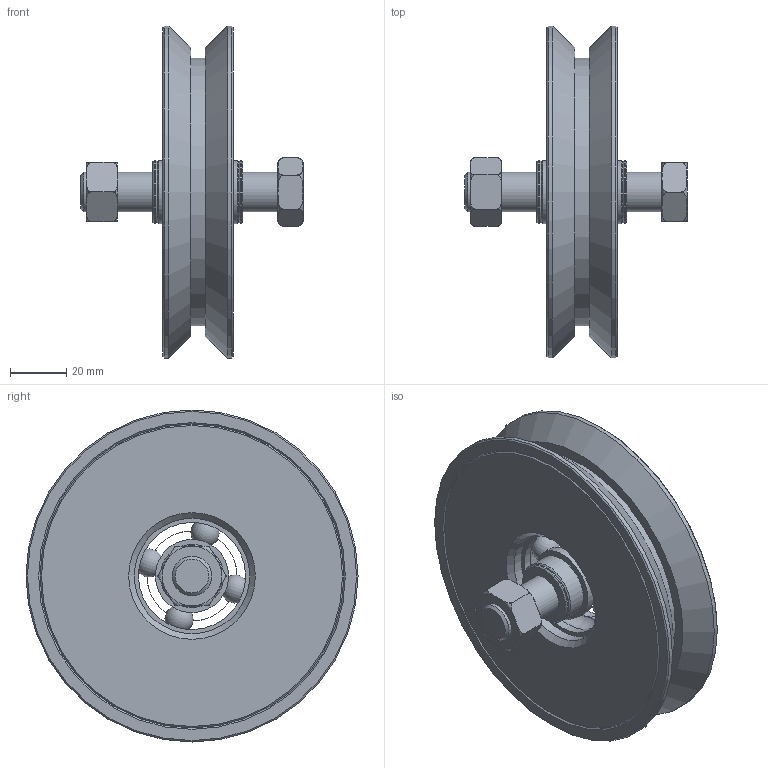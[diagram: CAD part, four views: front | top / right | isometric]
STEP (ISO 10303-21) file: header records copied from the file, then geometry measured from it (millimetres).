
FILE_DESCRIPTION(/* description */ (''),/* implementation_level */ '2;1');
FILE_NAME(/* name */ '20120V20.stp',/* time_stamp */ '2019-08-08T14:03:28+02:00',/* author */ ('DOMINIQUE'),/* organization */ (''),/* preprocessor_version */ 'ST-DEVELOPER v17.2',/* originating_system */ 'Autodesk Inventor 2019',/* authorisation */ '');
FILE_SCHEMA (('AUTOMOTIVE_DESIGN { 1 0 10303 214 3 1 1 }'));
Length unit declared in the file: millimetre
Products named in the file (1): 20120V20
Bounding box: 79 x 118 x 118 mm (x, y, z)
Volume: 223781 mm3; surface area: 54873.9 mm2
Topology: 8 solids, 8 shells, 110 faces, 276 edges, 189 vertices
Faces by surface type: plane 35, torus 30, cylinder 23, cone 18, sphere 4
Full cylindrical faces by diameter (mm): 11.835 x1, 14 x1, 14.5 x2, 17 x3, 22.5 x4, 26 x2, 38 x2, 41 x1, 47 x2, 47.4 x1, 52 x1, 95 x1, 118 x2
Entity records: 4074 total; most frequent: CARTESIAN_POINT 1096, DIRECTION 633, ORIENTED_EDGE 552, AXIS2_PLACEMENT_3D 284, EDGE_CURVE 276, VERTEX_POINT 205, CIRCLE 165, EDGE_LOOP 147
